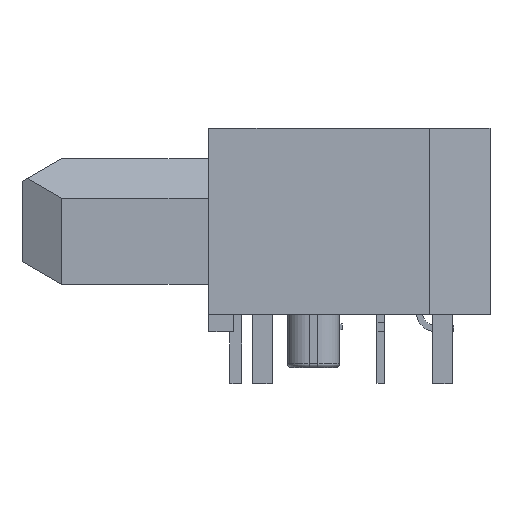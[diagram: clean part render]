
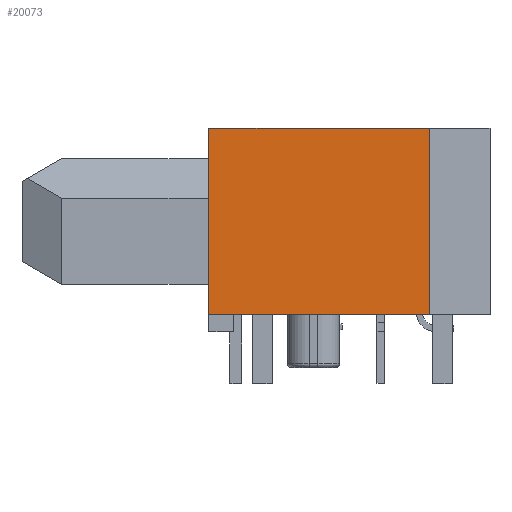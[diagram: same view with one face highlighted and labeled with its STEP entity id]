
A CAD part, left-side view. The second image highlights one B-rep face of the part: STEP entity #20073.
In plain terms, the highlighted planar face has unit normal (-1, 0, 0).
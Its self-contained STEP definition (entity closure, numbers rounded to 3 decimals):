
#955=FACE_OUTER_BOUND('',#2127,.T.);
#2127=EDGE_LOOP('',(#14499,#14500,#14501,#14502));
#3781=LINE('',#29792,#6345);
#3786=LINE('',#29802,#6350);
#3846=LINE('',#29914,#6410);
#3865=LINE('',#29954,#6429);
#6345=VECTOR('',#23951,4.69);
#6350=VECTOR('',#23958,4.69);
#6410=VECTOR('',#24048,5.57);
#6429=VECTOR('',#24083,5.57);
#8735=VERTEX_POINT('',#29789);
#8736=VERTEX_POINT('',#29791);
#8737=VERTEX_POINT('',#29795);
#8740=VERTEX_POINT('',#29800);
#10904=EDGE_CURVE('',#8736,#8735,#3781,.T.);
#10909=EDGE_CURVE('',#8740,#8737,#3786,.T.);
#10969=EDGE_CURVE('',#8735,#8737,#3846,.T.);
#10991=EDGE_CURVE('',#8736,#8740,#3865,.T.);
#14499=ORIENTED_EDGE('',*,*,#10969,.T.);
#14500=ORIENTED_EDGE('',*,*,#10909,.F.);
#14501=ORIENTED_EDGE('',*,*,#10991,.F.);
#14502=ORIENTED_EDGE('',*,*,#10904,.T.);
#19052=PLANE('',#21413);
#20073=ADVANCED_FACE('',(#955),#19052,.F.);
#21413=AXIS2_PLACEMENT_3D('',#29953,#24081,#24082);
#23951=DIRECTION('',(0.,0.,-1.));
#23958=DIRECTION('',(0.,0.,-1.));
#24048=DIRECTION('',(0.,-1.,0.));
#24081=DIRECTION('center_axis',(1.,0.,0.));
#24082=DIRECTION('ref_axis',(0.,1.,0.));
#24083=DIRECTION('',(0.,-1.,0.));
#29789=CARTESIAN_POINT('',(-29.13,4.345,0.44));
#29791=CARTESIAN_POINT('',(-29.13,4.345,5.13));
#29792=CARTESIAN_POINT('',(-29.13,4.345,5.13));
#29795=CARTESIAN_POINT('',(-29.13,-1.225,0.44));
#29800=CARTESIAN_POINT('',(-29.13,-1.225,5.13));
#29802=CARTESIAN_POINT('',(-29.13,-1.225,5.13));
#29914=CARTESIAN_POINT('',(-29.13,7.51,0.44));
#29953=CARTESIAN_POINT('Origin',(-29.13,7.51,0.44));
#29954=CARTESIAN_POINT('',(-29.13,7.51,5.13));
